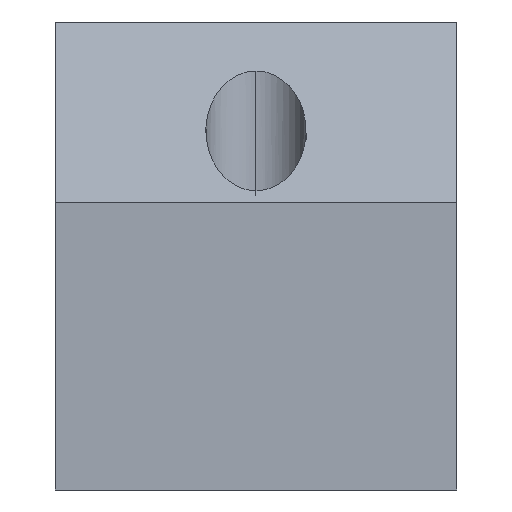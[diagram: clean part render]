
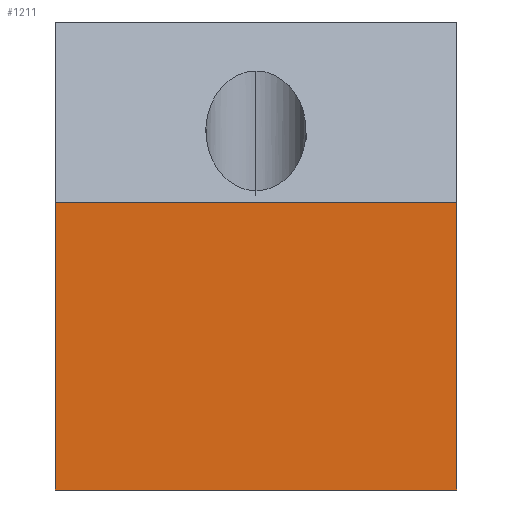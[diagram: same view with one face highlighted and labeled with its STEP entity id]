
A CAD part, left-side view. The second image highlights one B-rep face of the part: STEP entity #1211.
In plain terms, the highlighted planar face has unit normal (-1, 0, 0).
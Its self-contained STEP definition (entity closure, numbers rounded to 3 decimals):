
#8 = LINE ( 'NONE', #328, #857 ) ;
#19 = ORIENTED_EDGE ( 'NONE', *, *, #194, .T. ) ;
#73 = CARTESIAN_POINT ( 'NONE',  ( -92., 30., 8. ) ) ;
#81 = ORIENTED_EDGE ( 'NONE', *, *, #829, .T. ) ;
#104 = EDGE_CURVE ( 'NONE', #566, #1184, #8, .T. ) ;
#113 = VECTOR ( 'NONE', #887, 1000. ) ;
#193 = CARTESIAN_POINT ( 'NONE',  ( -92., -30., 8. ) ) ;
#194 = EDGE_CURVE ( 'NONE', #566, #358, #287, .T. ) ;
#203 = CARTESIAN_POINT ( 'NONE',  ( -92., -30., -35. ) ) ;
#211 = ORIENTED_EDGE ( 'NONE', *, *, #1239, .T. ) ;
#287 = LINE ( 'NONE', #73, #481 ) ;
#328 = CARTESIAN_POINT ( 'NONE',  ( -92., -30., 35. ) ) ;
#358 = VERTEX_POINT ( 'NONE', #470 ) ;
#399 = DIRECTION ( 'NONE',  ( 0., 1., 0. ) ) ;
#401 = CARTESIAN_POINT ( 'NONE',  ( -92., 30., 35. ) ) ;
#470 = CARTESIAN_POINT ( 'NONE',  ( -92., 30., 8. ) ) ;
#481 = VECTOR ( 'NONE', #399, 1000. ) ;
#504 = LINE ( 'NONE', #401, #1079 ) ;
#513 = PLANE ( 'NONE',  #1191 ) ;
#566 = VERTEX_POINT ( 'NONE', #193 ) ;
#599 = DIRECTION ( 'NONE',  ( 1., 0., 0. ) ) ;
#672 = VERTEX_POINT ( 'NONE', #1084 ) ;
#733 = DIRECTION ( 'NONE',  ( 0., 0., -1. ) ) ;
#807 = FACE_OUTER_BOUND ( 'NONE', #1217, .T. ) ;
#829 = EDGE_CURVE ( 'NONE', #672, #1184, #994, .T. ) ;
#857 = VECTOR ( 'NONE', #733, 1000. ) ;
#887 = DIRECTION ( 'NONE',  ( 0., -1., 0. ) ) ;
#923 = CARTESIAN_POINT ( 'NONE',  ( -92., 30., 35. ) ) ;
#994 = LINE ( 'NONE', #1198, #113 ) ;
#1079 = VECTOR ( 'NONE', #1128, 1000. ) ;
#1084 = CARTESIAN_POINT ( 'NONE',  ( -92., 30., -35. ) ) ;
#1087 = ORIENTED_EDGE ( 'NONE', *, *, #104, .F. ) ;
#1128 = DIRECTION ( 'NONE',  ( 0., 0., -1. ) ) ;
#1184 = VERTEX_POINT ( 'NONE', #203 ) ;
#1191 = AXIS2_PLACEMENT_3D ( 'NONE', #923, #599, #1347 ) ;
#1198 = CARTESIAN_POINT ( 'NONE',  ( -92., 30., -35. ) ) ;
#1211 = ADVANCED_FACE ( 'NONE', ( #807 ), #513, .F. ) ;
#1217 = EDGE_LOOP ( 'NONE', ( #1087, #19, #211, #81 ) ) ;
#1239 = EDGE_CURVE ( 'NONE', #358, #672, #504, .T. ) ;
#1347 = DIRECTION ( 'NONE',  ( 0., 1., 0. ) ) ;
